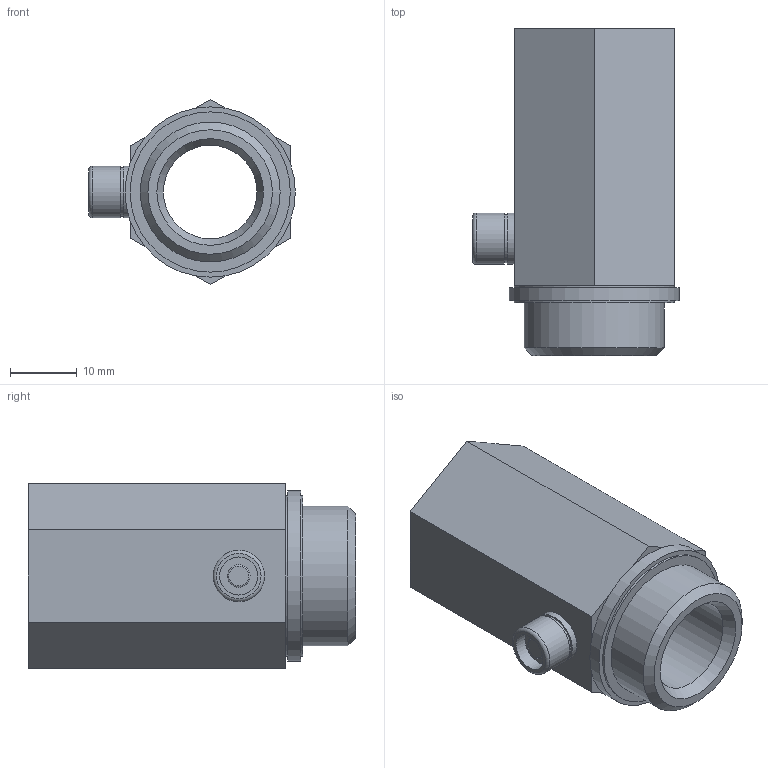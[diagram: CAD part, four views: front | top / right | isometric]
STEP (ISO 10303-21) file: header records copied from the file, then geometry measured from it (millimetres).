
FILE_DESCRIPTION(/* description */ ('STEP AP214'),/* implementation_level */ '2;1');
FILE_NAME(/* name */ '184588_HAB-1_2',/* time_stamp */ '2024-08-28T23:19:28+02:00',/* author */ ('License CC BY-ND 4.0'),/* organization */ ('CADENAS'),/* preprocessor_version */ 'ST-DEVELOPER v19.3',/* originating_system */ 'PARTsolutions',/* authorisation */ ' ');
FILE_SCHEMA (('AUTOMOTIVE_DESIGN {1 0 10303 214 3 1 1}'));
Length unit declared in the file: millimetre
Products named in the file (1): 184588 HAB-1/2
Bounding box: 30.95 x 49 x 27.71 mm (x, y, z)
Volume: 13584.5 mm3; surface area: 7191.9 mm2
Topology: 1 solids, 1 shells, 39 faces, 74 edges, 45 vertices
Faces by surface type: plane 22, cylinder 10, cone 5, torus 2
Full cylindrical faces by diameter (mm): 5.7 x1, 7.2 x1, 7.7 x2, 14 x1, 18.631 x1, 20.955 x1, 24 x2, 25.5 x1
Entity records: 1184 total; most frequent: DIRECTION 168, CARTESIAN_POINT 140, ORIENTED_EDGE 112, AXIS2_PLACEMENT_3D 72, EDGE_LOOP 66, FACE_BOUND 66, EDGE_CURVE 56, VERTEX_POINT 44
